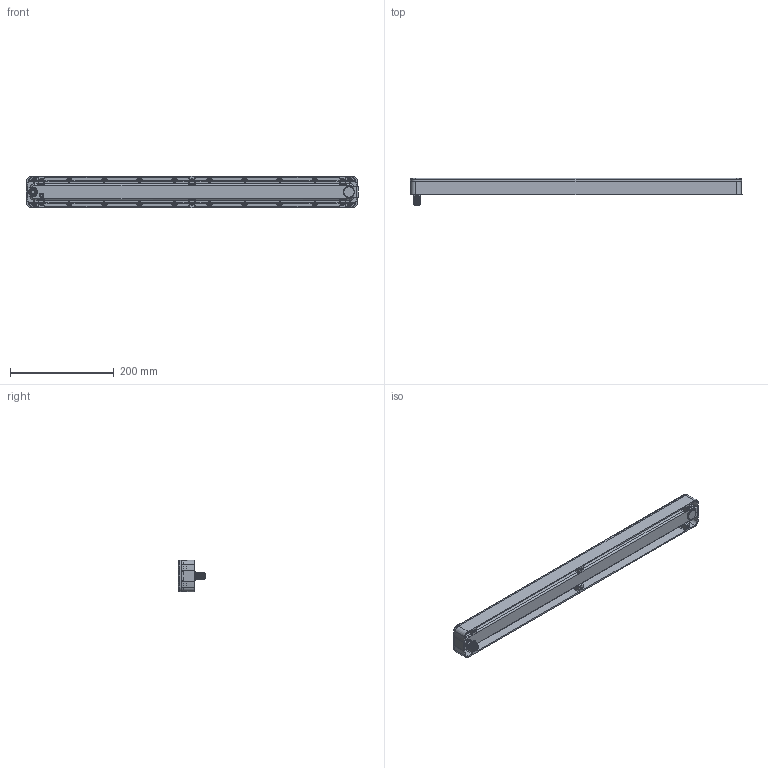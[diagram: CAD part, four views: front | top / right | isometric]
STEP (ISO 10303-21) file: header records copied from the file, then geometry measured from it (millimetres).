
FILE_DESCRIPTION((''),'2;1');
FILE_NAME('173664_ASM','2013-08-07T',('pdmadmin'),(''),'PRO/ENGINEER BY PARAMETRIC TECHNOLOGY CORPORATION, 2012300','PRO/ENGINEER BY PARAMETRIC TECHNOLOGY CORPORATION, 2012300','');
FILE_SCHEMA(('CONFIG_CONTROL_DESIGN'));
Products named in the file (7): 169985; 169652; 08427; 169987; 170033; 133697; 173664_ASM
Assembly tree (25 placements, depth 2):
  173664_ASM
    169985
    169652
    08427
    169987
    170033
    133697  x20
Bounding box: 638.89 x 52.3 x 60.89 mm (x, y, z)
Volume: 464535.7 mm3; surface area: 329449.6 mm2
Topology: 25 solids, 52 shells, 3343 faces, 8203 edges, 4992 vertices
Faces by surface type: cylinder 1088, plane 1073, bspline 452, cone 374, torus 240, sphere 116
Entity records: 115559 total; most frequent: CARTESIAN_POINT 48973, ORIENTED_EDGE 14138, DIRECTION 13620, EDGE_CURVE 7123, AXIS2_PLACEMENT_3D 5169, VERTEX_POINT 4346, VECTOR 3282, LINE 3282
